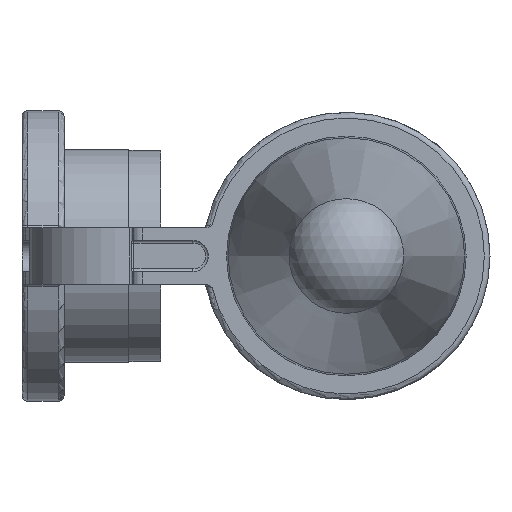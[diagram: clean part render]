
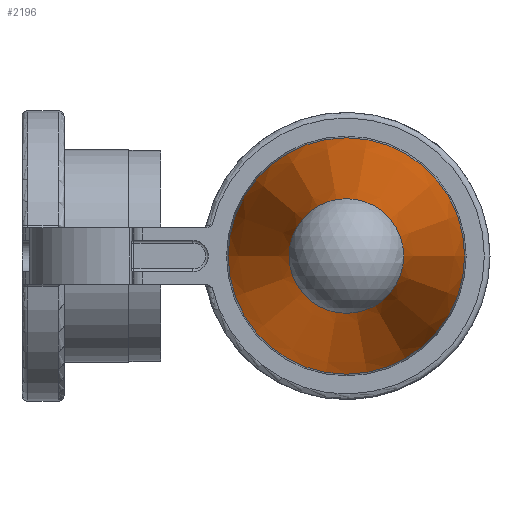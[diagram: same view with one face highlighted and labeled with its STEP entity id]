
A CAD part, front view. The second image highlights one B-rep face of the part: STEP entity #2196.
In plain terms, the highlighted conical face has half-angle 9.476 degrees and reference radius 3.928 mm.
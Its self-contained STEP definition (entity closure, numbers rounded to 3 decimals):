
#21=CONICAL_SURFACE('',#2462,3.928,0.165);
#212=FACE_OUTER_BOUND('',#353,.T.);
#353=EDGE_LOOP('',(#1851,#1852,#1853,#1854,#1855));
#552=CIRCLE('',#2461,2.565);
#553=CIRCLE('',#2463,5.29);
#554=CIRCLE('',#2464,5.29);
#683=LINE('',#4948,#804);
#804=VECTOR('',#3047,3.928);
#1002=VERTEX_POINT('',#4942);
#1003=VERTEX_POINT('',#4945);
#1004=VERTEX_POINT('',#4946);
#1302=EDGE_CURVE('',#1002,#1002,#552,.T.);
#1303=EDGE_CURVE('',#1003,#1004,#553,.T.);
#1304=EDGE_CURVE('',#1004,#1002,#683,.T.);
#1305=EDGE_CURVE('',#1004,#1003,#554,.T.);
#1851=ORIENTED_EDGE('',*,*,#1303,.T.);
#1852=ORIENTED_EDGE('',*,*,#1304,.T.);
#1853=ORIENTED_EDGE('',*,*,#1302,.F.);
#1854=ORIENTED_EDGE('',*,*,#1304,.F.);
#1855=ORIENTED_EDGE('',*,*,#1305,.T.);
#2196=ADVANCED_FACE('',(#212),#21,.T.);
#2461=AXIS2_PLACEMENT_3D('',#4943,#3041,#3042);
#2462=AXIS2_PLACEMENT_3D('',#4944,#3043,#3044);
#2463=AXIS2_PLACEMENT_3D('',#4947,#3045,#3046);
#2464=AXIS2_PLACEMENT_3D('',#4949,#3048,#3049);
#3041=DIRECTION('center_axis',(0.,-1.,0.));
#3042=DIRECTION('ref_axis',(1.,0.,0.));
#3043=DIRECTION('center_axis',(0.,1.,0.));
#3044=DIRECTION('ref_axis',(1.,0.,0.));
#3045=DIRECTION('center_axis',(0.,-1.,0.));
#3046=DIRECTION('ref_axis',(1.,0.,0.));
#3047=DIRECTION('',(0.165,-0.986,0.));
#3048=DIRECTION('center_axis',(0.,-1.,0.));
#3049=DIRECTION('ref_axis',(1.,0.,0.));
#4942=CARTESIAN_POINT('',(10.07,-36.678,10.477));
#4943=CARTESIAN_POINT('Origin',(12.635,-36.678,10.477));
#4944=CARTESIAN_POINT('Origin',(12.635,-28.516,10.477));
#4945=CARTESIAN_POINT('',(12.635,-20.354,15.767));
#4946=CARTESIAN_POINT('',(7.345,-20.354,10.477));
#4947=CARTESIAN_POINT('Origin',(12.635,-20.354,10.477));
#4948=CARTESIAN_POINT('',(8.707,-28.516,10.477));
#4949=CARTESIAN_POINT('Origin',(12.635,-20.354,10.477));
